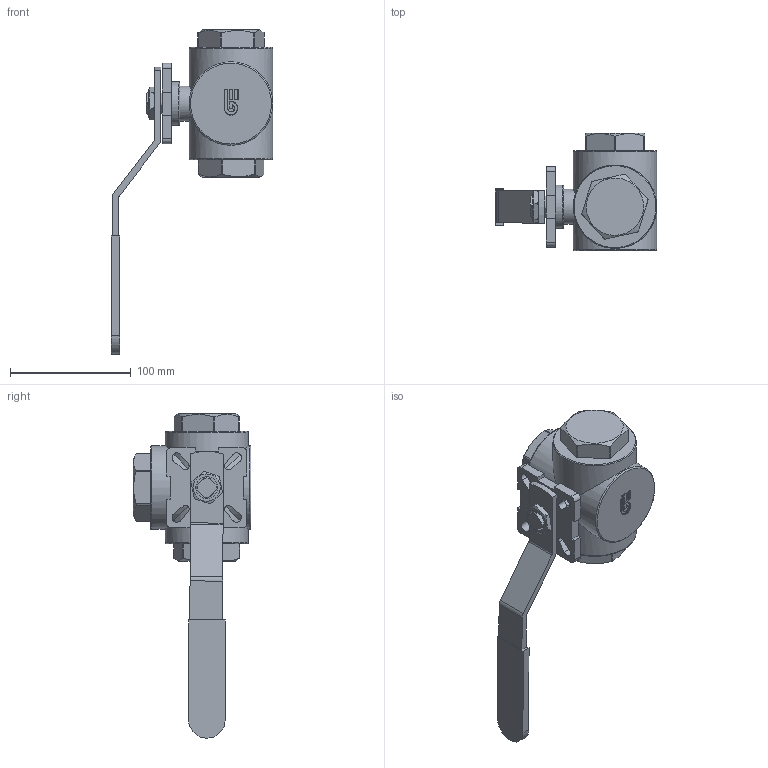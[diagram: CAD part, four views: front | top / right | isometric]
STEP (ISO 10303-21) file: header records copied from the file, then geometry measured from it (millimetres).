
FILE_DESCRIPTION(/* description */ (''),/* implementation_level */ '2;1');
FILE_NAME(/* name */ '204007.stp',/* time_stamp */ '2021-05-27T15:36:19+02:00',/* author */ ('M.CANAL'),/* organization */ (''),/* preprocessor_version */ 'ST-DEVELOPER v18.1',/* originating_system */ 'Autodesk Inventor 2021',/* authorisation */ '');
FILE_SCHEMA (('AUTOMOTIVE_DESIGN { 1 0 10303 214 3 1 1 }'));
Length unit declared in the file: millimetre
Products named in the file (1): 204007
Bounding box: 133.55 x 97.5 x 268.41 mm (x, y, z)
Volume: 612189.1 mm3; surface area: 69722.3 mm2
Topology: 1 solids, 1 shells, 229 faces, 604 edges, 382 vertices
Faces by surface type: plane 136, cylinder 76, cone 9, torus 8
Full cylindrical faces by diameter (mm): 29 x1, 36 x1, 69 x4
Entity records: 7108 total; most frequent: CARTESIAN_POINT 1396, ORIENTED_EDGE 1208, DIRECTION 1173, EDGE_CURVE 604, AXIS2_PLACEMENT_3D 392, LINE 389, VECTOR 389, VERTEX_POINT 382
